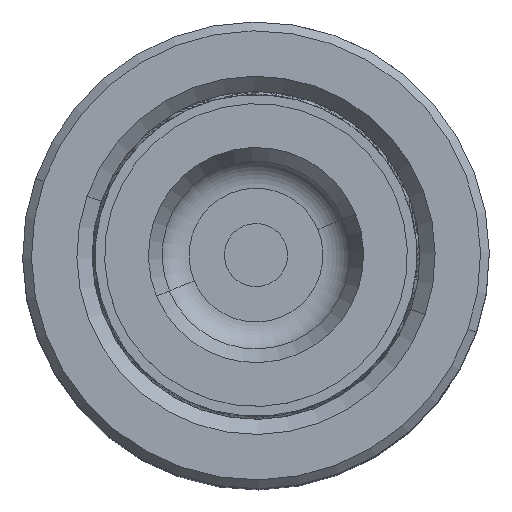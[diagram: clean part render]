
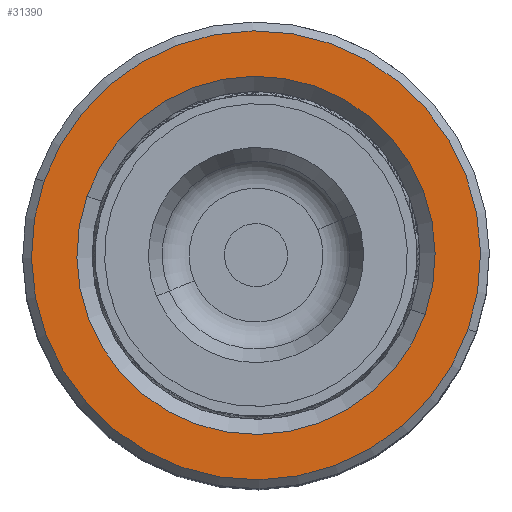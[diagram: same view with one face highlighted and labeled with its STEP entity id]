
A CAD part, top view. The second image highlights one B-rep face of the part: STEP entity #31390.
In plain terms, the highlighted planar face has unit normal (0, 0, 1).
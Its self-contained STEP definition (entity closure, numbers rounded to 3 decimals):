
#772 = PLANE ( 'NONE',  #18831 ) ;
#909 = DIRECTION ( 'NONE',  ( 0., 0., 1. ) ) ;
#4048 = AXIS2_PLACEMENT_3D ( 'NONE', #37973, #4139, #31891 ) ;
#4139 = DIRECTION ( 'NONE',  ( 0., 0., -1. ) ) ;
#4622 = EDGE_CURVE ( 'NONE', #13167, #23008, #33949, .T. ) ;
#4896 = DIRECTION ( 'NONE',  ( 1., 0., 0. ) ) ;
#6195 = DIRECTION ( 'NONE',  ( 0., 0., -1. ) ) ;
#7708 = DIRECTION ( 'NONE',  ( 0., 0., 1. ) ) ;
#7740 = CIRCLE ( 'NONE', #11331, 14.2 ) ;
#9863 = EDGE_CURVE ( 'NONE', #23008, #13167, #28010, .T. ) ;
#10361 = DIRECTION ( 'NONE',  ( 1., 0., 0. ) ) ;
#11331 = AXIS2_PLACEMENT_3D ( 'NONE', #39766, #6195, #21327 ) ;
#11373 = EDGE_LOOP ( 'NONE', ( #26758, #35333 ) ) ;
#11439 = CARTESIAN_POINT ( 'NONE',  ( 14.2, 0., 60. ) ) ;
#11598 = EDGE_CURVE ( 'NONE', #39310, #31305, #7740, .T. ) ;
#13167 = VERTEX_POINT ( 'NONE', #31953 ) ;
#16570 = CARTESIAN_POINT ( 'NONE',  ( 0., 0., 60. ) ) ;
#18594 = DIRECTION ( 'NONE',  ( 1., 0., 0. ) ) ;
#18831 = AXIS2_PLACEMENT_3D ( 'NONE', #16570, #909, #10361 ) ;
#19360 = CARTESIAN_POINT ( 'NONE',  ( 17.8, 0., 60. ) ) ;
#20989 = EDGE_LOOP ( 'NONE', ( #22792, #25876 ) ) ;
#21327 = DIRECTION ( 'NONE',  ( 1., 0., 0. ) ) ;
#22792 = ORIENTED_EDGE ( 'NONE', *, *, #4622, .T. ) ;
#23008 = VERTEX_POINT ( 'NONE', #19360 ) ;
#24204 = AXIS2_PLACEMENT_3D ( 'NONE', #27857, #27723, #18594 ) ;
#25876 = ORIENTED_EDGE ( 'NONE', *, *, #9863, .T. ) ;
#26173 = CARTESIAN_POINT ( 'NONE',  ( 0., 0., 60. ) ) ;
#26758 = ORIENTED_EDGE ( 'NONE', *, *, #27840, .T. ) ;
#27723 = DIRECTION ( 'NONE',  ( 0., 0., 1. ) ) ;
#27840 = EDGE_CURVE ( 'NONE', #31305, #39310, #36860, .T. ) ;
#27857 = CARTESIAN_POINT ( 'NONE',  ( 0., 0., 60. ) ) ;
#28010 = CIRCLE ( 'NONE', #24204, 17.8 ) ;
#31305 = VERTEX_POINT ( 'NONE', #11439 ) ;
#31390 = ADVANCED_FACE ( 'NONE', ( #33328, #38166 ), #772, .T. ) ;
#31891 = DIRECTION ( 'NONE',  ( 1., 0., 0. ) ) ;
#31953 = CARTESIAN_POINT ( 'NONE',  ( -17.8, 0., 60. ) ) ;
#33328 = FACE_OUTER_BOUND ( 'NONE', #20989, .T. ) ;
#33688 = AXIS2_PLACEMENT_3D ( 'NONE', #26173, #7708, #4896 ) ;
#33949 = CIRCLE ( 'NONE', #33688, 17.8 ) ;
#35333 = ORIENTED_EDGE ( 'NONE', *, *, #11598, .T. ) ;
#36173 = CARTESIAN_POINT ( 'NONE',  ( -14.2, 0., 60. ) ) ;
#36860 = CIRCLE ( 'NONE', #4048, 14.2 ) ;
#37973 = CARTESIAN_POINT ( 'NONE',  ( 0., 0., 60. ) ) ;
#38166 = FACE_BOUND ( 'NONE', #11373, .T. ) ;
#39310 = VERTEX_POINT ( 'NONE', #36173 ) ;
#39766 = CARTESIAN_POINT ( 'NONE',  ( 0., 0., 60. ) ) ;
